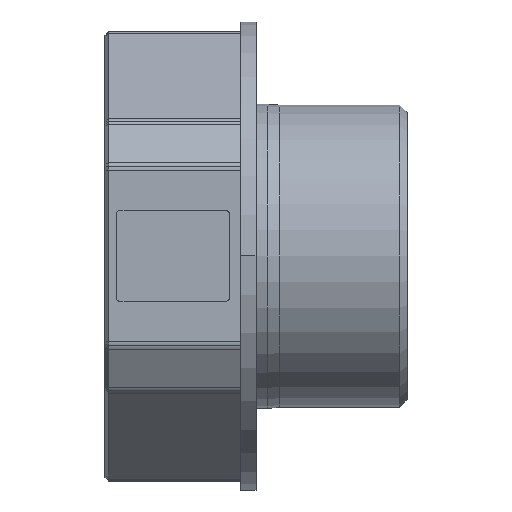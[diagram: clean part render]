
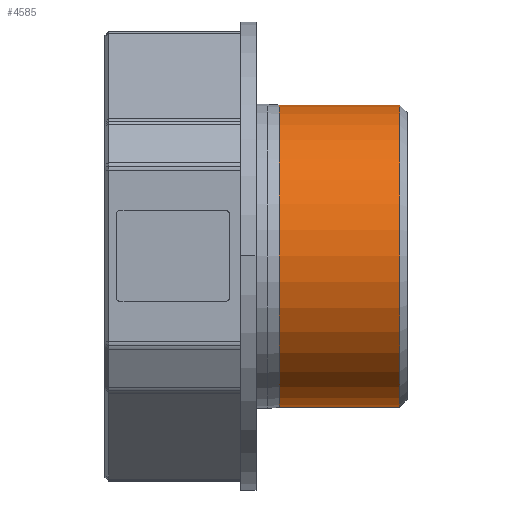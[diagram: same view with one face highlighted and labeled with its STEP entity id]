
A CAD part, top view. The second image highlights one B-rep face of the part: STEP entity #4585.
In plain terms, the highlighted cylindrical face has radius 20 mm (diameter 40 mm), a partial arc.
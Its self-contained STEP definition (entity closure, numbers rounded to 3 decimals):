
#86 = VERTEX_POINT ( 'NONE', #2144 ) ;
#102 = VECTOR ( 'NONE', #977, 1000. ) ;
#223 = CARTESIAN_POINT ( 'NONE',  ( 11.55, 0., 0. ) ) ;
#232 = VERTEX_POINT ( 'NONE', #710 ) ;
#463 = DIRECTION ( 'NONE',  ( 0., 1., 0. ) ) ;
#502 = CARTESIAN_POINT ( 'NONE',  ( 3.1, -20., 0. ) ) ;
#551 = DIRECTION ( 'NONE',  ( 1., 0., 0. ) ) ;
#553 = ORIENTED_EDGE ( 'NONE', *, *, #1153, .T. ) ;
#566 = FACE_OUTER_BOUND ( 'NONE', #1805, .T. ) ;
#580 = CIRCLE ( 'NONE', #1975, 20. ) ;
#710 = CARTESIAN_POINT ( 'NONE',  ( 3.1, -20., 0. ) ) ;
#977 = DIRECTION ( 'NONE',  ( -1., 0., 0. ) ) ;
#1090 = EDGE_CURVE ( 'NONE', #86, #4436, #2945, .T. ) ;
#1153 = EDGE_CURVE ( 'NONE', #4436, #232, #1922, .T. ) ;
#1173 = ORIENTED_EDGE ( 'NONE', *, *, #1090, .T. ) ;
#1412 = DIRECTION ( 'NONE',  ( 1., 0., 0. ) ) ;
#1445 = ORIENTED_EDGE ( 'NONE', *, *, #4634, .F. ) ;
#1805 = EDGE_LOOP ( 'NONE', ( #3558, #1445, #1173, #553 ) ) ;
#1922 = CIRCLE ( 'NONE', #4960, 20. ) ;
#1975 = AXIS2_PLACEMENT_3D ( 'NONE', #3966, #1412, #4326 ) ;
#2144 = CARTESIAN_POINT ( 'NONE',  ( 19., 20., 0. ) ) ;
#2534 = CARTESIAN_POINT ( 'NONE',  ( 3.1, 0., 0. ) ) ;
#2945 = LINE ( 'NONE', #3454, #102 ) ;
#3126 = DIRECTION ( 'NONE',  ( 0., 1., 0. ) ) ;
#3406 = LINE ( 'NONE', #502, #3529 ) ;
#3454 = CARTESIAN_POINT ( 'NONE',  ( 19., 20., 0. ) ) ;
#3504 = DIRECTION ( 'NONE',  ( 1., 0., 0. ) ) ;
#3529 = VECTOR ( 'NONE', #551, 1000. ) ;
#3558 = ORIENTED_EDGE ( 'NONE', *, *, #4111, .T. ) ;
#3940 = CYLINDRICAL_SURFACE ( 'NONE', #4661, 20. ) ;
#3966 = CARTESIAN_POINT ( 'NONE',  ( 19., 0., 0. ) ) ;
#4111 = EDGE_CURVE ( 'NONE', #232, #4930, #3406, .T. ) ;
#4193 = DIRECTION ( 'NONE',  ( 1., 0., 0. ) ) ;
#4326 = DIRECTION ( 'NONE',  ( 0., -1., 0. ) ) ;
#4436 = VERTEX_POINT ( 'NONE', #4956 ) ;
#4585 = ADVANCED_FACE ( 'NONE', ( #566 ), #3940, .T. ) ;
#4634 = EDGE_CURVE ( 'NONE', #86, #4930, #580, .T. ) ;
#4661 = AXIS2_PLACEMENT_3D ( 'NONE', #223, #3504, #3126 ) ;
#4930 = VERTEX_POINT ( 'NONE', #4998 ) ;
#4956 = CARTESIAN_POINT ( 'NONE',  ( 3.1, 20., 0. ) ) ;
#4960 = AXIS2_PLACEMENT_3D ( 'NONE', #2534, #4193, #463 ) ;
#4998 = CARTESIAN_POINT ( 'NONE',  ( 19., -20., 0. ) ) ;
